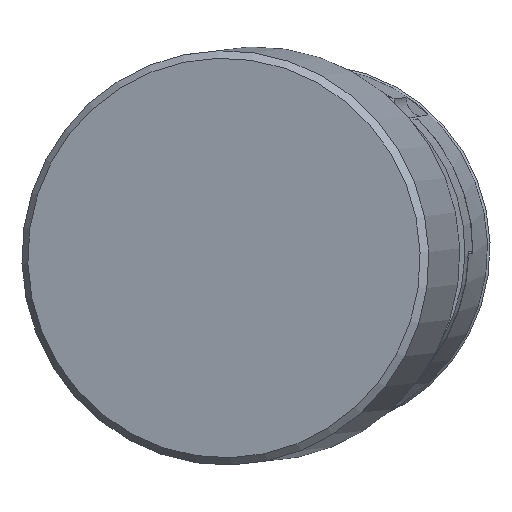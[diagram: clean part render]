
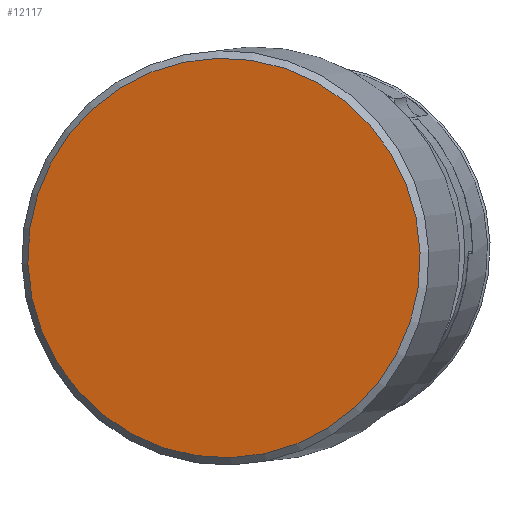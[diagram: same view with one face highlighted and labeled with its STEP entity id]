
A CAD part, top view. The second image highlights one B-rep face of the part: STEP entity #12117.
In plain terms, the highlighted face is planar.
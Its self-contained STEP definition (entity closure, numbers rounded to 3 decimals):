
#3550=PLANE('',#12911);
#4145=FACE_OUTER_BOUND('',#4829,.T.);
#4829=EDGE_LOOP('',(#9142));
#5613=CIRCLE('',#12910,13.5);
#5972=VERTEX_POINT('',#17600);
#7179=EDGE_CURVE('',#5972,#5972,#5613,.T.);
#9142=ORIENTED_EDGE('',*,*,#7179,.F.);
#12117=ADVANCED_FACE('',(#4145),#3550,.T.);
#12910=AXIS2_PLACEMENT_3D('',#17601,#14205,#14206);
#12911=AXIS2_PLACEMENT_3D('',#17602,#14207,#14208);
#14205=DIRECTION('center_axis',(0.,0.,-1.));
#14206=DIRECTION('ref_axis',(-1.,0.,0.));
#14207=DIRECTION('center_axis',(0.,0.,1.));
#14208=DIRECTION('ref_axis',(1.,0.,0.));
#17600=CARTESIAN_POINT('',(13.5,0.,0.));
#17601=CARTESIAN_POINT('Origin',(0.,0.,0.));
#17602=CARTESIAN_POINT('Origin',(14.,0.,0.));
